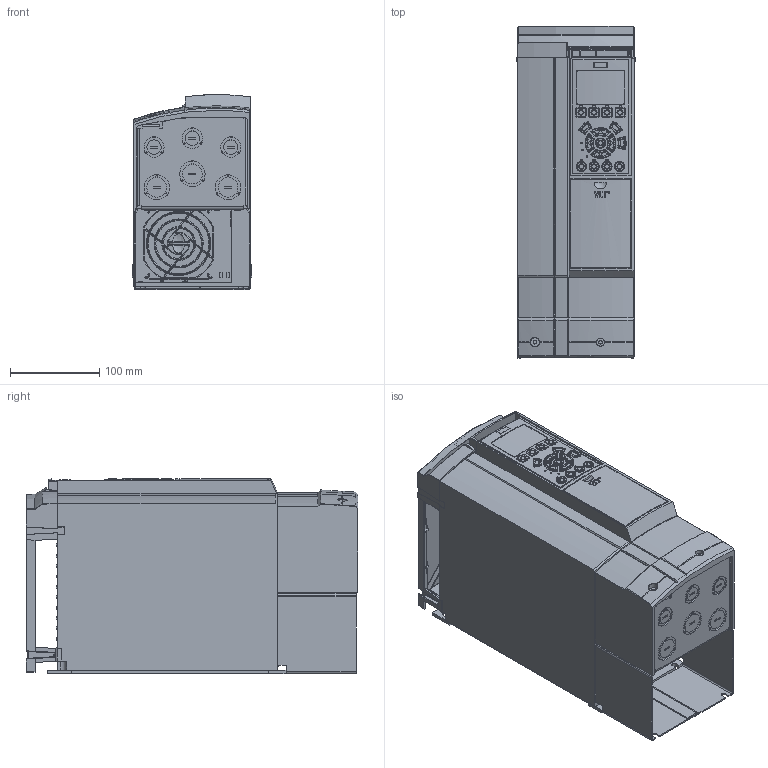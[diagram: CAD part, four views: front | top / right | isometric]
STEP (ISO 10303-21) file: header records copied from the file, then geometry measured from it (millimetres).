
FILE_DESCRIPTION((''),'2;1');
FILE_NAME('DANFOSS-FC100-A3-IP21-B-057_ASM','2019-09-05T',('U322080'),(''),'CREO PARAMETRIC BY PTC INC, 2018070','CREO PARAMETRIC BY PTC INC, 2018070','');
FILE_SCHEMA(('CONFIG_CONTROL_DESIGN'));
Products named in the file (8): DANFOSS-FC100-A3-IP21-B-057_1_1; DANFOSS-FC100-A3-IP21-B-057_1_2; DANFOSS-FC100-A3-IP21-B-057_1_3; DANFOSS-FC100-A3-IP21-B-057_1_4; DANFOSS-FC100-A3-IP21-B-057_1_5; DANFOSS-FC100-A3-IP21-B-057_1_6; DANFOSS-FC100-A3-IP21-B-057_14_ASM; DANFOSS-FC100-A3-IP21-B-057_ASM
Assembly tree (7 placements, depth 3):
  DANFOSS-FC100-A3-IP21-B-057_ASM
    DANFOSS-FC100-A3-IP21-B-057_14_ASM
      DANFOSS-FC100-A3-IP21-B-057_1_1
      DANFOSS-FC100-A3-IP21-B-057_1_2
      DANFOSS-FC100-A3-IP21-B-057_1_3
      DANFOSS-FC100-A3-IP21-B-057_1_4
      DANFOSS-FC100-A3-IP21-B-057_1_5
      DANFOSS-FC100-A3-IP21-B-057_1_6
Bounding box: 134.22 x 372 x 219.6 mm (x, y, z)
Surface area: 511123.8 mm2 (no closed solid volume)
Topology: 0 solids, 28 shells, 4115 faces, 10595 edges, 6500 vertices
Faces by surface type: plane 1695, cylinder 1179, bspline 821, torus 208, sphere 127, cone 61, extrusion 24
Entity records: 210345 total; most frequent: CARTESIAN_POINT 73489, ORIENTED_EDGE 21014, DIRECTION 15961, PRESENTATION_STYLE_ASSIGNMENT 12461, STYLED_ITEM 10513, CURVE_STYLE 10507, EDGE_CURVE 10507, VERTEX_POINT 6499
